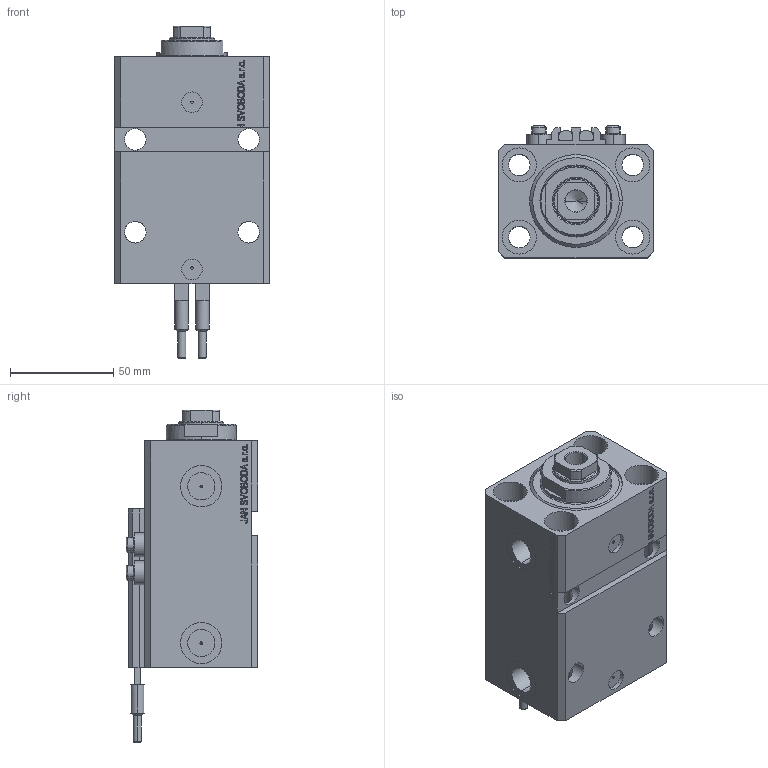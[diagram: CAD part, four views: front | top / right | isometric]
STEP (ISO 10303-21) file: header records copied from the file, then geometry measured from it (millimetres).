
FILE_DESCRIPTION (( 'STEP AP203' ), '1' );
FILE_NAME ('fed8.STEP', '2023-11-20T14:05:23', ( '' ), ( '' ), 'SwSTEP 2.0', 'SolidWorks 2019', '' );
FILE_SCHEMA (( 'CONFIG_CONTROL_DESIGN' ));
Length unit declared in the file: millimetre
Products named in the file (6): V250CE_C_VCP 663e6a8beed5f6485619a407a27ec2ff; fed8; V250CE_E_Body 663e6a8beed5f6485619a407a27ec2ff; SWITCH_V250CE 663e6a8beed5f6485619a407a27ec2ff; ALLEN BOLT V250CE 663e6a8beed5f6485619a407a27ec2ff; V250CE_VC_E 663e6a8beed5f6485619a407a27ec2ff
Assembly tree (9 placements, depth 2):
  fed8
    V250CE_E_Body 663e6a8beed5f6485619a407a27ec2ff
    ALLEN BOLT V250CE 663e6a8beed5f6485619a407a27ec2ff  x4
    V250CE_C_VCP 663e6a8beed5f6485619a407a27ec2ff
    V250CE_VC_E 663e6a8beed5f6485619a407a27ec2ff
    SWITCH_V250CE 663e6a8beed5f6485619a407a27ec2ff  x2
Bounding box: 75 x 64 x 161 mm (x, y, z)
Volume: 381290.6 mm3; surface area: 99540.7 mm2
Topology: 10 solids, 10 shells, 1152 faces, 2856 edges, 1831 vertices
Faces by surface type: plane 550, bspline 354, cylinder 170, cone 60, torus 18
Entity records: 48703 total; most frequent: CARTESIAN_POINT 25072, ORIENTED_EDGE 5294, DIRECTION 3569, EDGE_CURVE 2647, VERTEX_POINT 1717, VECTOR 1585, LINE 1585, EDGE_LOOP 1192
